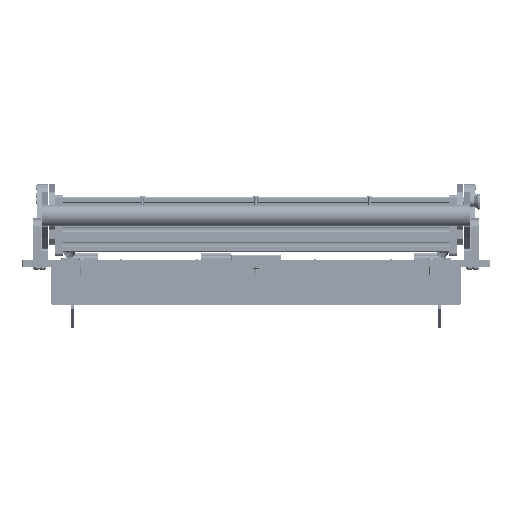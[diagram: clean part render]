
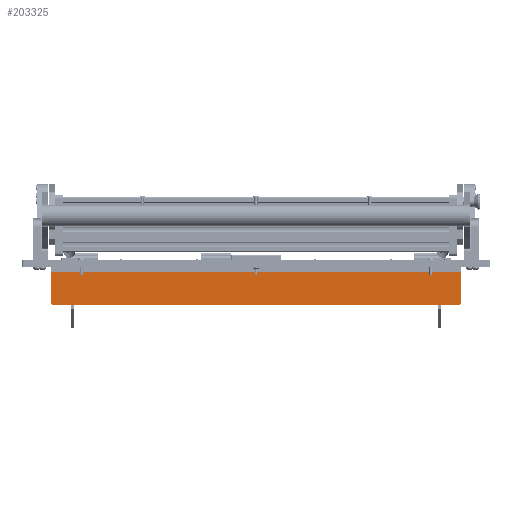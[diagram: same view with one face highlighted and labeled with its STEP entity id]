
A CAD part, front view. The second image highlights one B-rep face of the part: STEP entity #203325.
In plain terms, the highlighted face is planar.
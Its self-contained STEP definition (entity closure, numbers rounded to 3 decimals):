
#9507 = DIRECTION ( 'NONE',  ( 0., 0., -1. ) ) ;
#17707 = VECTOR ( 'NONE', #60744, 1000. ) ;
#21529 = VERTEX_POINT ( 'NONE', #278368 ) ;
#25340 = VERTEX_POINT ( 'NONE', #261692 ) ;
#30799 = LINE ( 'NONE', #122842, #160123 ) ;
#30942 = DIRECTION ( 'NONE',  ( 1., 0., 0. ) ) ;
#45071 = CARTESIAN_POINT ( 'NONE',  ( -6., -6., 270. ) ) ;
#46835 = CARTESIAN_POINT ( 'NONE',  ( -6., -6., 270. ) ) ;
#49115 = FACE_OUTER_BOUND ( 'NONE', #280217, .T. ) ;
#52090 = DIRECTION ( 'NONE',  ( 0., 1., 0. ) ) ;
#60744 = DIRECTION ( 'NONE',  ( 0., -1., 0. ) ) ;
#66217 = DIRECTION ( 'NONE',  ( 0., -1., 0. ) ) ;
#72378 = ORIENTED_EDGE ( 'NONE', *, *, #195145, .T. ) ;
#77028 = VERTEX_POINT ( 'NONE', #274622 ) ;
#78083 = LINE ( 'NONE', #99249, #214964 ) ;
#79540 = EDGE_CURVE ( 'NONE', #234293, #122208, #78083, .T. ) ;
#95857 = PLANE ( 'NONE',  #136334 ) ;
#99249 = CARTESIAN_POINT ( 'NONE',  ( -6., -6., 270. ) ) ;
#103343 = CARTESIAN_POINT ( 'NONE',  ( -6., -6., 270. ) ) ;
#107988 = ORIENTED_EDGE ( 'NONE', *, *, #148314, .T. ) ;
#108215 = ORIENTED_EDGE ( 'NONE', *, *, #159634, .F. ) ;
#108971 = CARTESIAN_POINT ( 'NONE',  ( -6., -6., -270. ) ) ;
#117559 = EDGE_CURVE ( 'NONE', #234293, #21529, #159711, .T. ) ;
#122208 = VERTEX_POINT ( 'NONE', #249357 ) ;
#122842 = CARTESIAN_POINT ( 'NONE',  ( -6., -50., -267. ) ) ;
#134481 = EDGE_CURVE ( 'NONE', #25340, #77028, #30799, .T. ) ;
#136334 = AXIS2_PLACEMENT_3D ( 'NONE', #103343, #30942, #52090 ) ;
#144154 = VECTOR ( 'NONE', #246830, 1000. ) ;
#146829 = CARTESIAN_POINT ( 'NONE',  ( -6., -50., 270. ) ) ;
#146989 = DIRECTION ( 'NONE',  ( 0., -0.707, 0.707 ) ) ;
#148314 = EDGE_CURVE ( 'NONE', #122208, #25340, #223568, .T. ) ;
#154147 = VECTOR ( 'NONE', #66217, 1000. ) ;
#154970 = CARTESIAN_POINT ( 'NONE',  ( -6., -47., 270. ) ) ;
#159634 = EDGE_CURVE ( 'NONE', #204738, #77028, #214631, .T. ) ;
#159711 = LINE ( 'NONE', #45071, #154147 ) ;
#160123 = VECTOR ( 'NONE', #146989, 1000. ) ;
#181218 = ORIENTED_EDGE ( 'NONE', *, *, #134481, .T. ) ;
#195145 = EDGE_CURVE ( 'NONE', #204738, #21529, #248300, .T. ) ;
#203325 = ADVANCED_FACE ( 'NONE', ( #49115 ), #95857, .F. ) ;
#204738 = VERTEX_POINT ( 'NONE', #225796 ) ;
#206992 = ORIENTED_EDGE ( 'NONE', *, *, #117559, .F. ) ;
#212312 = DIRECTION ( 'NONE',  ( 0., 0., -1. ) ) ;
#214631 = LINE ( 'NONE', #146829, #217240 ) ;
#214964 = VECTOR ( 'NONE', #212312, 1000. ) ;
#217240 = VECTOR ( 'NONE', #9507, 1000. ) ;
#223568 = LINE ( 'NONE', #108971, #17707 ) ;
#225796 = CARTESIAN_POINT ( 'NONE',  ( -6., -50., 267. ) ) ;
#228056 = ORIENTED_EDGE ( 'NONE', *, *, #79540, .T. ) ;
#234293 = VERTEX_POINT ( 'NONE', #46835 ) ;
#246830 = DIRECTION ( 'NONE',  ( 0., 0.707, 0.707 ) ) ;
#248300 = LINE ( 'NONE', #154970, #144154 ) ;
#249357 = CARTESIAN_POINT ( 'NONE',  ( -6., -6., -270. ) ) ;
#261692 = CARTESIAN_POINT ( 'NONE',  ( -6., -47., -270. ) ) ;
#274622 = CARTESIAN_POINT ( 'NONE',  ( -6., -50., -267. ) ) ;
#278368 = CARTESIAN_POINT ( 'NONE',  ( -6., -47., 270. ) ) ;
#280217 = EDGE_LOOP ( 'NONE', ( #108215, #72378, #206992, #228056, #107988, #181218 ) ) ;
